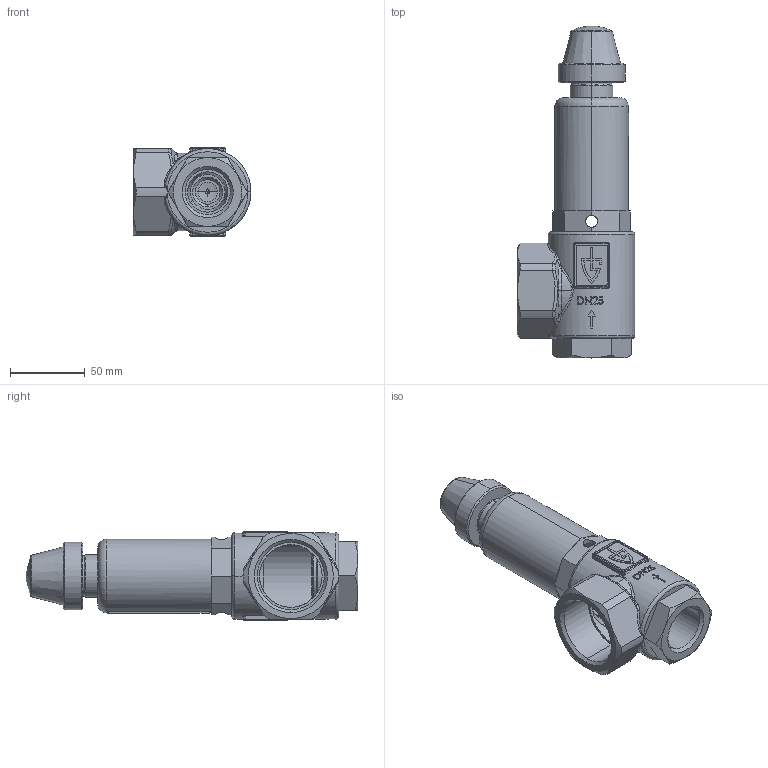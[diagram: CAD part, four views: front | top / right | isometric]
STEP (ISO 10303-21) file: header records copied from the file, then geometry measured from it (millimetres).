
FILE_DESCRIPTION (( 'STEP AP214' ), '1' );
FILE_NAME ('451 1 Dummy.STEP', '2010-07-07T06:30:24', ( '' ), ( '' ), 'SwSTEP 2.0', 'SolidWorks 2010', '' );
FILE_SCHEMA (( 'AUTOMOTIVE_DESIGN' ));
Length unit declared in the file: millimetre
Products named in the file (1): 451 1 Dummy
Bounding box: 79 x 222.5 x 59 mm (x, y, z)
Volume: 180167.6 mm3; surface area: 91498.6 mm2
Topology: 5 solids, 5 shells, 573 faces, 1434 edges, 895 vertices
Faces by surface type: plane 204, cylinder 156, bspline 102, cone 63, torus 40, sphere 8
Entity records: 28943 total; most frequent: CARTESIAN_POINT 9658, ORIENTED_EDGE 2856, DIRECTION 2473, EDGE_CURVE 1428, AXIS2_PLACEMENT_3D 944, VERTEX_POINT 895, EDGE_LOOP 619, LINE 585
